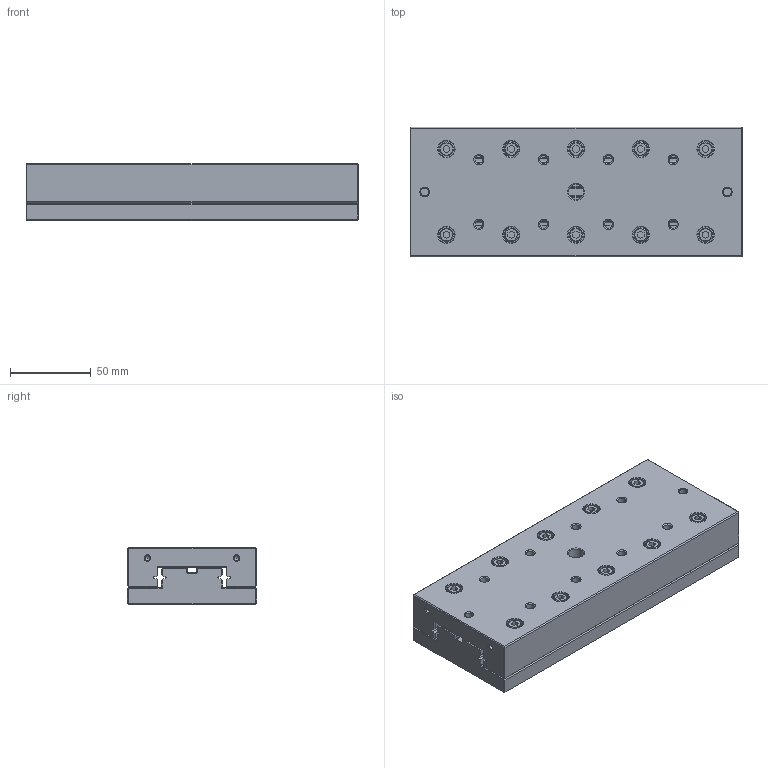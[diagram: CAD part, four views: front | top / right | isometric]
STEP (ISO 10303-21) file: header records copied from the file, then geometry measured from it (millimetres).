
FILE_DESCRIPTION(/* description */ (''),/* implementation_level */ '2;1');
FILE_NAME(/* name */ 'RTA-4200_A.stp',/* time_stamp */ '2012-06-06T15:45:09+02:00',/* author */ (''),/* organization */ (''),/* preprocessor_version */ 'ST-DEVELOPER v11',/* originating_system */ 'SIEMENS PLM Software NX 7.5',/* authorisation */ '');
FILE_SCHEMA (('AUTOMOTIVE_DESIGN { 1 0 10303 214 1 1 1 1 }'));
Length unit declared in the file: millimetre
Products named in the file (1): 015451_A
Bounding box: 205 x 80 x 35 mm (x, y, z)
Volume: 540106.8 mm3; surface area: 108207.7 mm2
Topology: 2 solids, 2 shells, 639 faces, 1490 edges, 940 vertices
Faces by surface type: plane 433, cone 83, cylinder 76, extrusion 47
Full cylindrical faces by diameter (mm): 3 x4, 5 x15, 5.5 x6, 8.5 x20, 9.5 x1, 10 x24
Entity records: 18149 total; most frequent: CARTESIAN_POINT 4362, ORIENTED_EDGE 2628, DIRECTION 2596, EDGE_CURVE 1314, VECTOR 932, VERTEX_POINT 917, EDGE_LOOP 903, LINE 885
